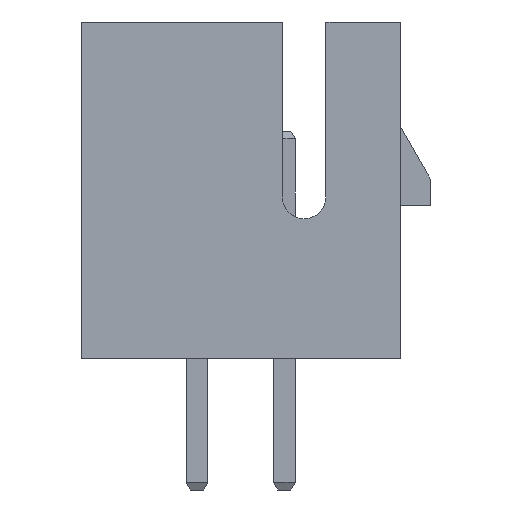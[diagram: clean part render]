
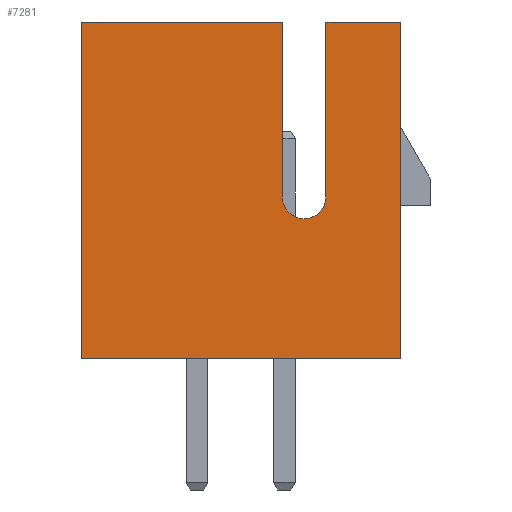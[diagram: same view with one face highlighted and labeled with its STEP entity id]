
A CAD part, left-side view. The second image highlights one B-rep face of the part: STEP entity #7281.
In plain terms, the highlighted planar face has unit normal (-1, 0, 0).
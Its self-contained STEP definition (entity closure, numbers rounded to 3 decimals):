
#115 = DIRECTION ( 'NONE',  ( 0., 0., 1. ) ) ;
#266 = LINE ( 'NONE', #8972, #6685 ) ;
#906 = PLANE ( 'NONE',  #4465 ) ;
#910 = ORIENTED_EDGE ( 'NONE', *, *, #9816, .T. ) ;
#1050 = CARTESIAN_POINT ( 'NONE',  ( -21., -3.65, 0. ) ) ;
#1147 = DIRECTION ( 'NONE',  ( 0., 1., 0. ) ) ;
#1514 = LINE ( 'NONE', #4009, #8557 ) ;
#1679 = LINE ( 'NONE', #5691, #7022 ) ;
#1760 = VECTOR ( 'NONE', #115, 1000. ) ;
#1868 = VERTEX_POINT ( 'NONE', #6617 ) ;
#1887 = DIRECTION ( 'NONE',  ( 0., -1., 0. ) ) ;
#1896 = VERTEX_POINT ( 'NONE', #6723 ) ;
#2315 = VECTOR ( 'NONE', #1147, 1000. ) ;
#2383 = CARTESIAN_POINT ( 'NONE',  ( -21., -1.95, 3.7 ) ) ;
#2451 = ORIENTED_EDGE ( 'NONE', *, *, #6594, .T. ) ;
#3157 = DIRECTION ( 'NONE',  ( 0., 0., -1. ) ) ;
#3286 = DIRECTION ( 'NONE',  ( 0., 1., 0. ) ) ;
#3434 = EDGE_LOOP ( 'NONE', ( #5502, #4261, #8313, #4780, #910, #6286, #4292, #2451 ) ) ;
#3607 = DIRECTION ( 'NONE',  ( -1., 0., 0. ) ) ;
#3667 = LINE ( 'NONE', #7271, #5462 ) ;
#3975 = EDGE_CURVE ( 'NONE', #10223, #9882, #1514, .T. ) ;
#3993 = CARTESIAN_POINT ( 'NONE',  ( -21., -1.95, 0. ) ) ;
#4009 = CARTESIAN_POINT ( 'NONE',  ( -21., -3.65, 0. ) ) ;
#4111 = DIRECTION ( 'NONE',  ( 0., 0., -1. ) ) ;
#4117 = DIRECTION ( 'NONE',  ( 0., 0., 1. ) ) ;
#4202 = CARTESIAN_POINT ( 'NONE',  ( -21., -1.45, 3.7 ) ) ;
#4261 = ORIENTED_EDGE ( 'NONE', *, *, #7253, .T. ) ;
#4292 = ORIENTED_EDGE ( 'NONE', *, *, #8867, .T. ) ;
#4310 = VERTEX_POINT ( 'NONE', #6905 ) ;
#4465 = AXIS2_PLACEMENT_3D ( 'NONE', #5366, #3607, #4471 ) ;
#4471 = DIRECTION ( 'NONE',  ( 0., 0., 1. ) ) ;
#4563 = DIRECTION ( 'NONE',  ( 0., 0., 1. ) ) ;
#4780 = ORIENTED_EDGE ( 'NONE', *, *, #6420, .F. ) ;
#5366 = CARTESIAN_POINT ( 'NONE',  ( -21., 3.65, 0. ) ) ;
#5462 = VECTOR ( 'NONE', #3286, 1000. ) ;
#5502 = ORIENTED_EDGE ( 'NONE', *, *, #9408, .T. ) ;
#5531 = VERTEX_POINT ( 'NONE', #8096 ) ;
#5691 = CARTESIAN_POINT ( 'NONE',  ( -21., 3.65, 0. ) ) ;
#5960 = VECTOR ( 'NONE', #3157, 1000. ) ;
#6173 = VERTEX_POINT ( 'NONE', #2383 ) ;
#6286 = ORIENTED_EDGE ( 'NONE', *, *, #3975, .F. ) ;
#6420 = EDGE_CURVE ( 'NONE', #1896, #5531, #1679, .T. ) ;
#6532 = LINE ( 'NONE', #3993, #5960 ) ;
#6593 = CARTESIAN_POINT ( 'NONE',  ( -21., 3.65, 7.7 ) ) ;
#6594 = EDGE_CURVE ( 'NONE', #1868, #6173, #6532, .T. ) ;
#6617 = CARTESIAN_POINT ( 'NONE',  ( -21., -1.95, 7.7 ) ) ;
#6685 = VECTOR ( 'NONE', #1887, 1000. ) ;
#6714 = LINE ( 'NONE', #9753, #1760 ) ;
#6723 = CARTESIAN_POINT ( 'NONE',  ( -21., 3.65, 0. ) ) ;
#6750 = LINE ( 'NONE', #6593, #2315 ) ;
#6905 = CARTESIAN_POINT ( 'NONE',  ( -21., -0.95, 3.7 ) ) ;
#6969 = CARTESIAN_POINT ( 'NONE',  ( -21., -3.65, 7.7 ) ) ;
#7022 = VECTOR ( 'NONE', #4117, 1000. ) ;
#7071 = EDGE_CURVE ( 'NONE', #7729, #5531, #3667, .T. ) ;
#7169 = CIRCLE ( 'NONE', #8371, 0.5 ) ;
#7253 = EDGE_CURVE ( 'NONE', #4310, #7729, #6714, .T. ) ;
#7271 = CARTESIAN_POINT ( 'NONE',  ( -21., 3.65, 7.7 ) ) ;
#7281 = ADVANCED_FACE ( 'NONE', ( #8109 ), #906, .T. ) ;
#7391 = DIRECTION ( 'NONE',  ( 1., 0., 0. ) ) ;
#7729 = VERTEX_POINT ( 'NONE', #8158 ) ;
#8096 = CARTESIAN_POINT ( 'NONE',  ( -21., 3.65, 7.7 ) ) ;
#8109 = FACE_OUTER_BOUND ( 'NONE', #3434, .T. ) ;
#8158 = CARTESIAN_POINT ( 'NONE',  ( -21., -0.95, 7.7 ) ) ;
#8313 = ORIENTED_EDGE ( 'NONE', *, *, #7071, .T. ) ;
#8371 = AXIS2_PLACEMENT_3D ( 'NONE', #4202, #7391, #4563 ) ;
#8557 = VECTOR ( 'NONE', #4111, 1000. ) ;
#8867 = EDGE_CURVE ( 'NONE', #10223, #1868, #6750, .T. ) ;
#8972 = CARTESIAN_POINT ( 'NONE',  ( -21., 3.65, 0. ) ) ;
#9408 = EDGE_CURVE ( 'NONE', #6173, #4310, #7169, .T. ) ;
#9753 = CARTESIAN_POINT ( 'NONE',  ( -21., -0.95, 0. ) ) ;
#9816 = EDGE_CURVE ( 'NONE', #1896, #9882, #266, .T. ) ;
#9882 = VERTEX_POINT ( 'NONE', #1050 ) ;
#10223 = VERTEX_POINT ( 'NONE', #6969 ) ;
